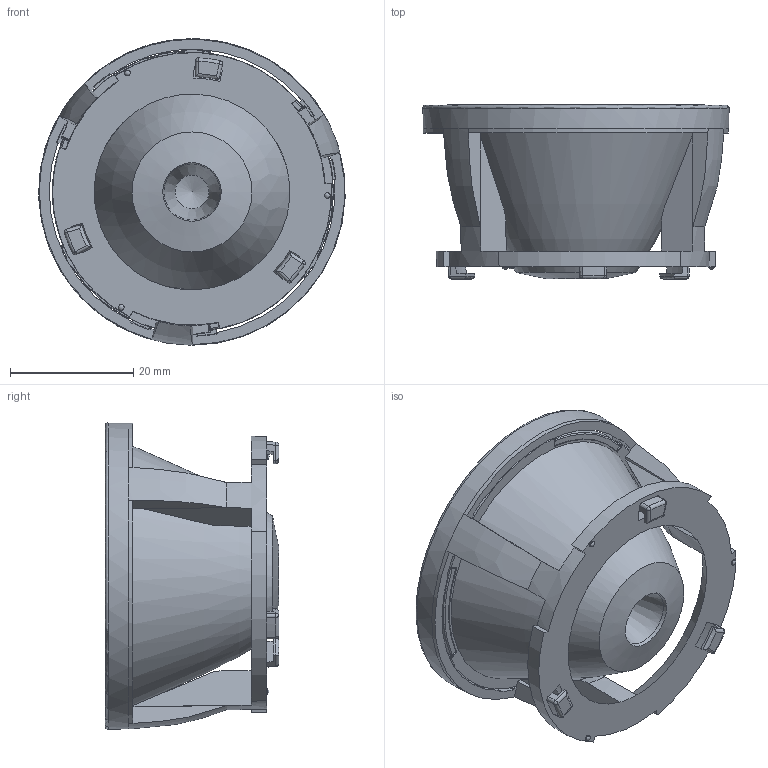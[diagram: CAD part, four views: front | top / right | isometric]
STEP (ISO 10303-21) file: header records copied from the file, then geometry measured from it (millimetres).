
FILE_DESCRIPTION(('STEP AP214'),'1');
FILE_NAME('221018_VEGA_COMMERCIAL+LLH79C_clear.stp','2022-11-17T11:00:04',(' '),(' '),'Spatial InterOp 3D',' ',' ');
FILE_SCHEMA(('AUTOMOTIVE_DESIGN { 1 0 10303 214 1 1 1 1 }'));
Length unit declared in the file: millimetre
Products named in the file (3): 221018_VEGA_COMMERCIAL+LLH79C_clear; 220708_X75187_3D_VEGA_COMMERCIAL
Assembly tree (2 placements, depth 2):
  221018_VEGA_COMMERCIAL+LLH79C_clear
    220708_X75187_3D_VEGA_COMMERCIAL
    221018_VEGA_COMMERCIAL+LLH79C_clear
Bounding box: 49.75 x 28.23 x 49.77 mm (x, y, z)
Volume: 26237.7 mm3; surface area: 10376.5 mm2
Topology: 2 solids, 2 shells, 432 faces, 1182 edges, 754 vertices
Faces by surface type: plane 138, extrusion 92, cone 66, bspline 43, cylinder 33, revolution 29, torus 22, sphere 9
Full cylindrical faces by diameter (mm): 0.93 x3
Entity records: 22152 total; most frequent: CARTESIAN_POINT 8594, ORIENTED_EDGE 2316, DIRECTION 1667, EDGE_CURVE 1158, VERTEX_POINT 748, AXIS2_PLACEMENT_3D 585, B_SPLINE_CURVE_WITH_KNOTS 574, VECTOR 468
